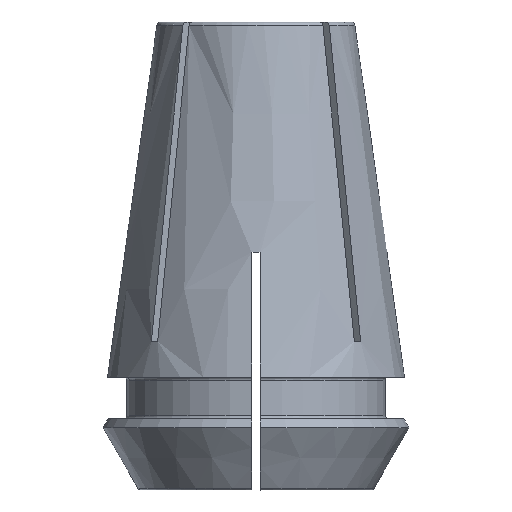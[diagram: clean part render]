
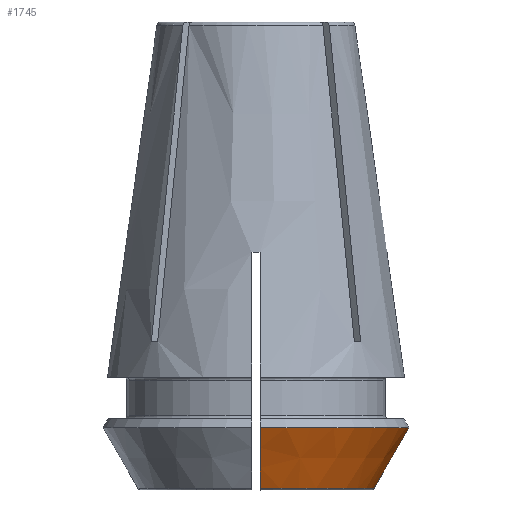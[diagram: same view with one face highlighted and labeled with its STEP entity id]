
A CAD part, front view. The second image highlights one B-rep face of the part: STEP entity #1745.
In plain terms, the highlighted conical face has half-angle 30 degrees and reference radius 10.302 mm.
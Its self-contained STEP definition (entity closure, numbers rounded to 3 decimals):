
#39=CONICAL_SURFACE('',#1941,10.302,0.524);
#684=ORIENTED_EDGE('',*,*,#1129,.F.);
#685=ORIENTED_EDGE('',*,*,#1020,.T.);
#686=ORIENTED_EDGE('',*,*,#1119,.F.);
#687=ORIENTED_EDGE('',*,*,#1082,.T.);
#1020=EDGE_CURVE('',#1275,#1274,#1412,.T.);
#1082=EDGE_CURVE('',#1323,#1322,#1425,.T.);
#1119=EDGE_CURVE('',#1323,#1274,#1441,.T.);
#1129=EDGE_CURVE('',#1275,#1322,#1447,.T.);
#1274=VERTEX_POINT('',#2866);
#1275=VERTEX_POINT('',#2868);
#1322=VERTEX_POINT('',#3064);
#1323=VERTEX_POINT('',#3066);
#1412=CIRCLE('',#1882,37637.66);
#1425=CIRCLE('',#1905,37148.918);
#1441=CIRCLE('',#1934,10.302);
#1447=CIRCLE('',#1942,7.951);
#1530=EDGE_LOOP('',(#684,#685,#686,#687));
#1626=FACE_BOUND('',#1530,.T.);
#1745=ADVANCED_FACE('',(#1626),#39,.T.);
#1882=AXIS2_PLACEMENT_3D('',#2867,#2222,#2223);
#1905=AXIS2_PLACEMENT_3D('',#3065,#2297,#2298);
#1934=AXIS2_PLACEMENT_3D('',#3169,#2367,#2368);
#1941=AXIS2_PLACEMENT_3D('',#3206,#2381,#2382);
#1942=AXIS2_PLACEMENT_3D('',#3207,#2383,#2384);
#2222=DIRECTION('',(0.,-1.,0.));
#2223=DIRECTION('',(0.866,0.,-0.5));
#2297=DIRECTION('',(1.,0.,0.));
#2298=DIRECTION('',(0.,-0.866,-0.5));
#2367=DIRECTION('',(0.,0.,1.));
#2368=DIRECTION('',(1.,0.,0.));
#2381=DIRECTION('',(0.,0.,1.));
#2382=DIRECTION('',(1.,0.,0.));
#2383=DIRECTION('',(0.,0.,-1.));
#2384=DIRECTION('',(-1.,0.,0.));
#2866=CARTESIAN_POINT('',(10.298,-0.3,4.398));
#2867=CARTESIAN_POINT('',(-32581.567,-0.3,18828.95));
#2868=CARTESIAN_POINT('',(7.945,-0.3,0.325));
#3064=CARTESIAN_POINT('',(0.3,-7.945,0.325));
#3065=CARTESIAN_POINT('',(0.3,32158.362,18584.478));
#3066=CARTESIAN_POINT('',(0.3,-10.298,4.398));
#3169=CARTESIAN_POINT('',(0.,0.,4.398));
#3206=CARTESIAN_POINT('',(0.,0.,4.398));
#3207=CARTESIAN_POINT('',(0.,0.,0.325));
